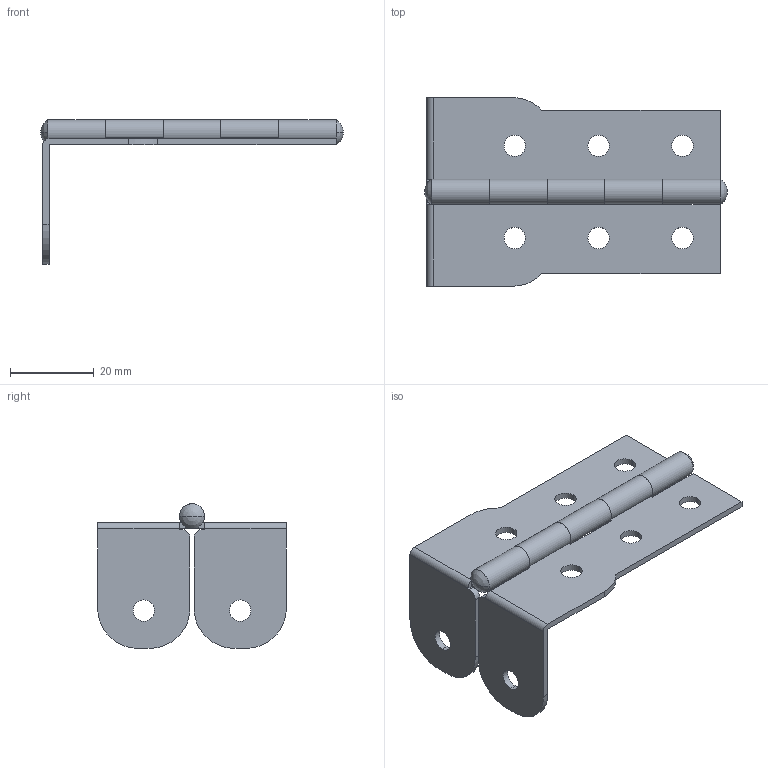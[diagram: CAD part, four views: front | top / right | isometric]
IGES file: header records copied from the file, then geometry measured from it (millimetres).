
Start section: SolidWorks IGES file using analytic representation for surfaces
Global section: file name: 2642.IGS; native system: SolidWorks 2011; preprocessor: SolidWorks 2011; author: martinb; date: 110516.085609; units: millimetre
Bounding box: 72.19 x 45 x 34.5 mm (x, y, z)
Volume: 7238.7 mm3; surface area: 10797 mm2
Topology: 3 solids, 3 shells, 85 faces, 236 edges, 155 vertices
Faces by surface type: plane 43, revolution 42
